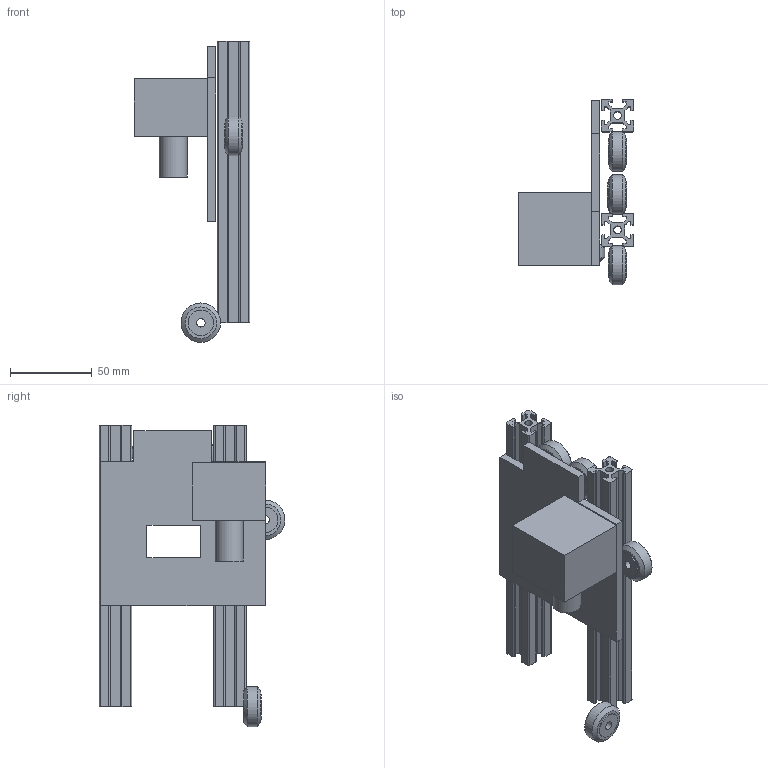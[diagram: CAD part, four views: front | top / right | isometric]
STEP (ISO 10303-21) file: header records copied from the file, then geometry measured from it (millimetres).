
FILE_DESCRIPTION(('FreeCAD Model'),'2;1');
FILE_NAME('Open CASCADE Shape Model','2022-04-15T14:50:24',('Author'),( ''),'Open CASCADE STEP processor 7.5','FreeCAD','Unknown');
FILE_SCHEMA(('AUTOMOTIVE_DESIGN { 1 0 10303 214 1 1 1 1 }'));
Length unit declared in the file: millimetre
Products named in the file (11): chariot; alu001; alu002; wheel000; wheel001; wheel002; wheel003; wheel004; plateau; motor; wheel005
Assembly tree (10 placements, depth 2):
  chariot
    alu001
    alu002
    wheel000
    wheel001
    wheel002
    wheel003
    wheel004
    plateau
    motor
    wheel005
Bounding box: 70.8 x 113.6 x 184.1 mm (x, y, z)
Volume: 215357.9 mm3; surface area: 99132.2 mm2
Topology: 10 solids, 10 shells, 200 faces, 489 edges, 322 vertices
Faces by surface type: plane 137, cylinder 51, cone 12
Full cylindrical faces by diameter (mm): 4.8 x2, 5.2 x6, 15.6 x12, 17.149 x1, 24.2 x6
Entity records: 12592 total; most frequent: CARTESIAN_POINT 2144, DIRECTION 1979, LINE 1251, VECTOR 1251, ORIENTED_EDGE 978, PCURVE 978, DEFINITIONAL_REPRESENTATION 978, EDGE_CURVE 489
